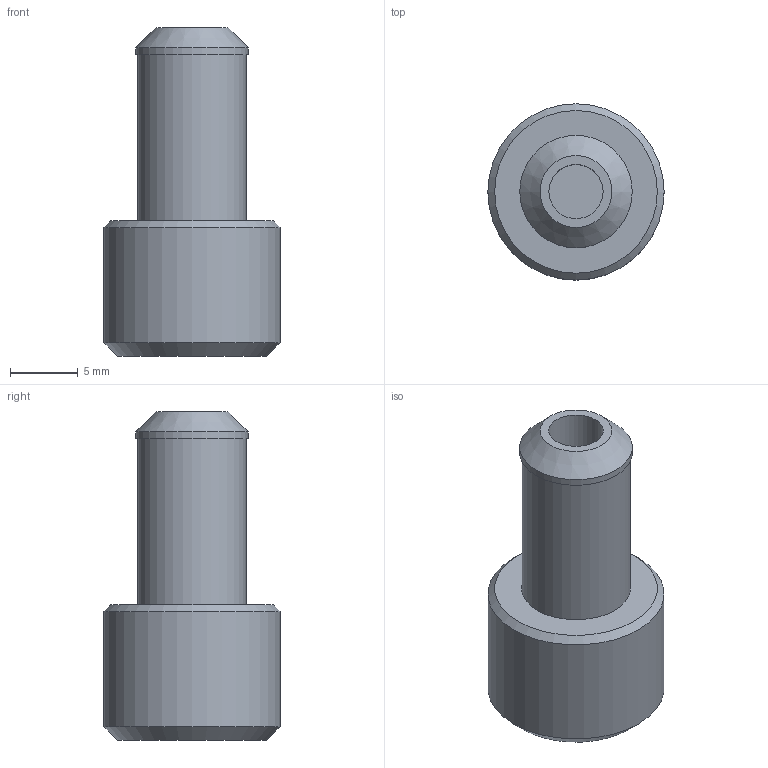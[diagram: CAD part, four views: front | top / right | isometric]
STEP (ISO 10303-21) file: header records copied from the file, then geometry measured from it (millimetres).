
FILE_DESCRIPTION(('FreeCAD Model'),'2;1');
FILE_NAME('3D_Drehknopf.step','2017-01-30T08:09:30',( 'Author'),(''),'Open CASCADE STEP processor 6.8','FreeCAD','Unknown' );
FILE_SCHEMA(('AUTOMOTIVE_DESIGN_CC2 { 1 2 10303 214 -1 1 5 4 }'));
Length unit declared in the file: millimetre
Products named in the file (2): ASSEMBLY; Chamfer002
Assembly tree (1 placements, depth 2):
  ASSEMBLY
    Chamfer002
Bounding box: 13 x 13 x 24.25 mm (x, y, z)
Volume: 1875.5 mm3; surface area: 1103.9 mm2
Topology: 1 solids, 1 shells, 12 faces, 18 edges, 11 vertices
Faces by surface type: plane 5, cylinder 4, cone 3
Full cylindrical faces by diameter (mm): 4 x1, 8 x1, 8.3 x1, 13 x1
Entity records: 560 total; most frequent: CARTESIAN_POINT 133, DIRECTION 79, ORIENTED_EDGE 36, PCURVE 36, DEFINITIONAL_REPRESENTATION 36, LINE 29, VECTOR 29, AXIS2_PLACEMENT_3D 25
